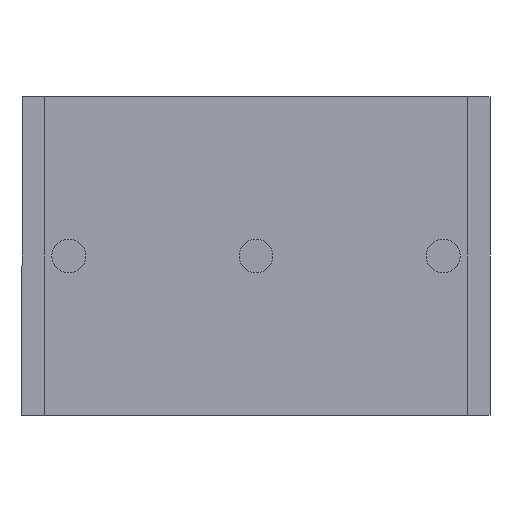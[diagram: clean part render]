
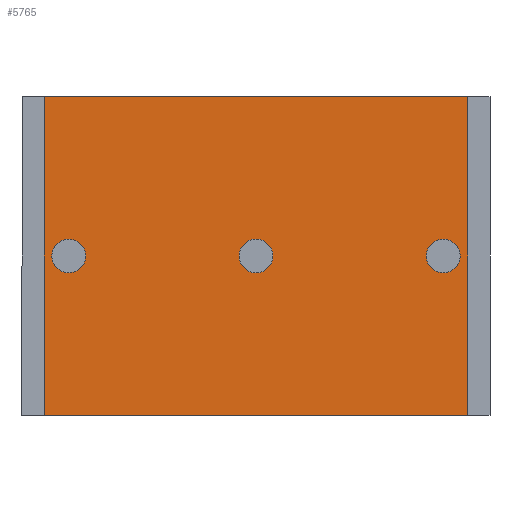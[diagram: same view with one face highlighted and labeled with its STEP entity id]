
A CAD part, front view. The second image highlights one B-rep face of the part: STEP entity #5765.
In plain terms, the highlighted planar face has unit normal (0, -1, 0).
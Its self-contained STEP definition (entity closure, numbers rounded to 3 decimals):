
#106 = LINE ( 'NONE', #7403, #9874 ) ;
#140 = VERTEX_POINT ( 'NONE', #12822 ) ;
#342 = VERTEX_POINT ( 'NONE', #9810 ) ;
#383 = LINE ( 'NONE', #6466, #2382 ) ;
#1179 = VECTOR ( 'NONE', #4433, 1000. ) ;
#1434 = CARTESIAN_POINT ( 'NONE',  ( -2.875, 0.38, -2.16 ) ) ;
#1443 = EDGE_CURVE ( 'NONE', #140, #342, #7167, .T. ) ;
#2382 = VECTOR ( 'NONE', #12689, 1000. ) ;
#2647 = CARTESIAN_POINT ( 'NONE',  ( 2.875, 0.38, -2.16 ) ) ;
#2704 = ORIENTED_EDGE ( 'NONE', *, *, #6247, .T. ) ;
#4104 = FACE_OUTER_BOUND ( 'NONE', #13324, .T. ) ;
#4343 = PLANE ( 'NONE',  #14172 ) ;
#4433 = DIRECTION ( 'NONE',  ( -1., 0., 0. ) ) ;
#4448 = DIRECTION ( 'NONE',  ( 0., -1., 0. ) ) ;
#5765 = ADVANCED_FACE ( 'NONE', ( #4104 ), #4343, .T. ) ;
#6247 = EDGE_CURVE ( 'NONE', #6425, #140, #106, .T. ) ;
#6335 = EDGE_CURVE ( 'NONE', #12686, #6425, #11854, .T. ) ;
#6425 = VERTEX_POINT ( 'NONE', #2647 ) ;
#6466 = CARTESIAN_POINT ( 'NONE',  ( -2.875, 0.38, 0. ) ) ;
#7067 = CARTESIAN_POINT ( 'NONE',  ( 0., 0.38, 0. ) ) ;
#7167 = LINE ( 'NONE', #8218, #1179 ) ;
#7403 = CARTESIAN_POINT ( 'NONE',  ( 2.875, 0.38, 0. ) ) ;
#8218 = CARTESIAN_POINT ( 'NONE',  ( 0., 0.38, 2.16 ) ) ;
#9317 = ORIENTED_EDGE ( 'NONE', *, *, #12049, .T. ) ;
#9810 = CARTESIAN_POINT ( 'NONE',  ( -2.875, 0.38, 2.16 ) ) ;
#9874 = VECTOR ( 'NONE', #9973, 1000. ) ;
#9973 = DIRECTION ( 'NONE',  ( 0., 0., 1. ) ) ;
#11854 = LINE ( 'NONE', #15292, #12794 ) ;
#11968 = ORIENTED_EDGE ( 'NONE', *, *, #6335, .T. ) ;
#12049 = EDGE_CURVE ( 'NONE', #342, #12686, #383, .T. ) ;
#12141 = ORIENTED_EDGE ( 'NONE', *, *, #1443, .T. ) ;
#12686 = VERTEX_POINT ( 'NONE', #1434 ) ;
#12689 = DIRECTION ( 'NONE',  ( 0., 0., -1. ) ) ;
#12794 = VECTOR ( 'NONE', #15415, 1000. ) ;
#12822 = CARTESIAN_POINT ( 'NONE',  ( 2.875, 0.38, 2.16 ) ) ;
#13324 = EDGE_LOOP ( 'NONE', ( #9317, #11968, #2704, #12141 ) ) ;
#14172 = AXIS2_PLACEMENT_3D ( 'NONE', #7067, #4448, #15989 ) ;
#15292 = CARTESIAN_POINT ( 'NONE',  ( 0., 0.38, -2.16 ) ) ;
#15415 = DIRECTION ( 'NONE',  ( 1., 0., 0. ) ) ;
#15989 = DIRECTION ( 'NONE',  ( 0., 0., -1. ) ) ;
